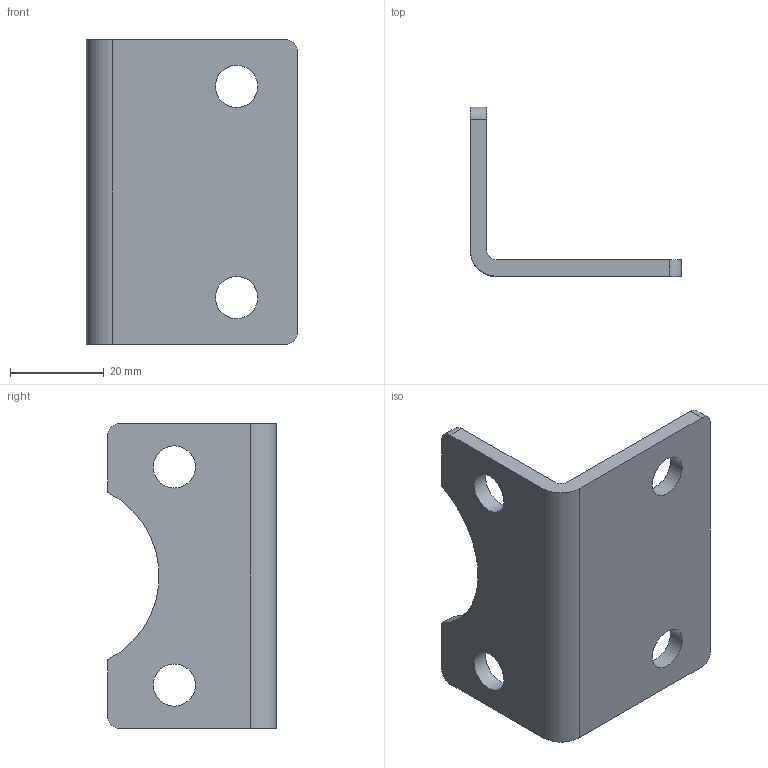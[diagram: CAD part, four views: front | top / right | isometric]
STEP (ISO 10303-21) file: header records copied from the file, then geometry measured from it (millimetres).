
FILE_DESCRIPTION(/* description */ ('Piedino basso in lamiera (MS1) d.50'),/* implementation_level */ '2;1');
FILE_NAME(/* name */ '1325_050_05-1F.stp',/* time_stamp */ '2016-10-14T14:01:41+02:00',/* author */ ('Maniean1'),/* organization */ ('Pneumax S.p.A.'),/* preprocessor_version */ 'ST-DEVELOPER v15.2',/* originating_system */ 'Autodesk Inventor 2014',/* authorisation */ '');
FILE_SCHEMA (('AUTOMOTIVE_DESIGN { 1 0 10303 214 3 1 1 }'));
Length unit declared in the file: millimetre
Products named in the file (1): 1325_050_05-1F
Bounding box: 45 x 36 x 65 mm (x, y, z)
Volume: 15372.6 mm3; surface area: 10181 mm2
Topology: 1 solids, 1 shells, 20 faces, 58 edges, 40 vertices
Faces by surface type: cylinder 11, plane 9
Full cylindrical faces by diameter (mm): 9 x4
Entity records: 680 total; most frequent: DIRECTION 114, CARTESIAN_POINT 107, ORIENTED_EDGE 100, EDGE_CURVE 50, AXIS2_PLACEMENT_3D 43, VERTEX_POINT 36, EDGE_LOOP 32, LINE 28
